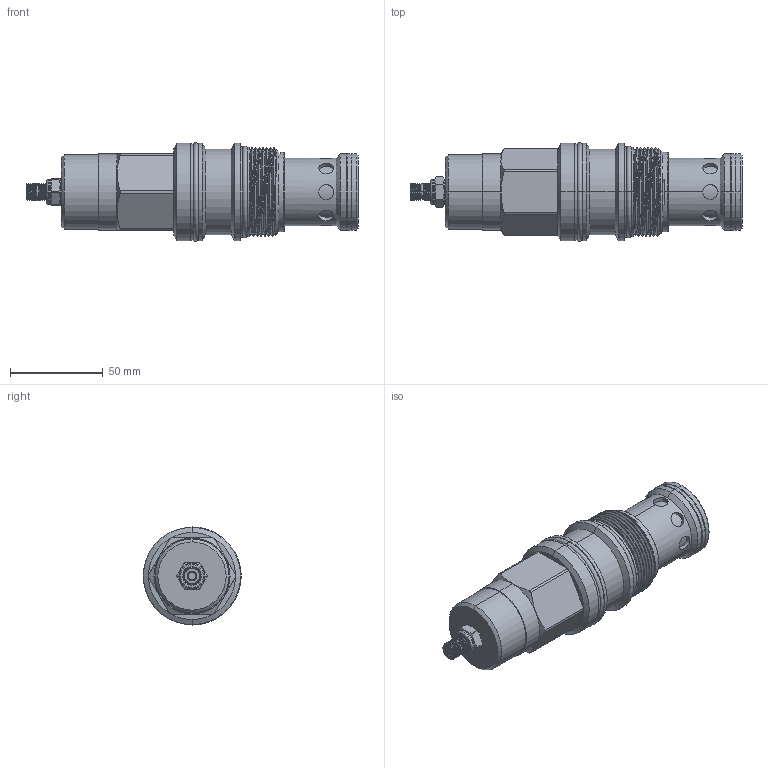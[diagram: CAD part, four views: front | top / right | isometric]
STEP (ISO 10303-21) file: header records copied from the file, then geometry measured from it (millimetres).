
FILE_DESCRIPTION (( 'STEP AP203' ), '1' );
FILE_NAME ('RT19A3G-L.STEP', '2024-06-17T02:36:34', ( '' ), ( '' ), 'SwSTEP 2.0', 'SolidWorks 2018', '' );
FILE_SCHEMA (( 'CONFIG_CONTROL_DESIGN' ));
Length unit declared in the file: millimetre
Products named in the file (1): RT19A3G-L
Bounding box: 179.02 x 53.1 x 53.1 mm (x, y, z)
Volume: 237460.3 mm3; surface area: 31468.3 mm2
Topology: 1 solids, 1 shells, 268 faces, 637 edges, 401 vertices
Faces by surface type: cylinder 142, plane 53, cone 44, torus 17, bspline 12
Entity records: 21365 total; most frequent: CARTESIAN_POINT 15388, ORIENTED_EDGE 1274, DIRECTION 1197, EDGE_CURVE 637, AXIS2_PLACEMENT_3D 490, VERTEX_POINT 401, EDGE_LOOP 298, ADVANCED_FACE 268
